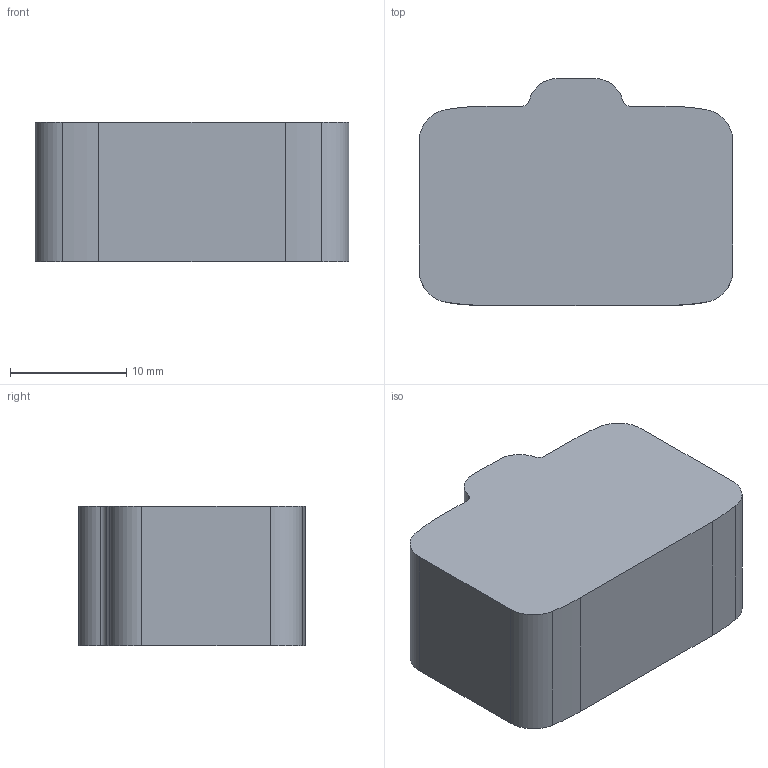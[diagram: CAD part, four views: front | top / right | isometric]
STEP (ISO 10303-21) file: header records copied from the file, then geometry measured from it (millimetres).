
FILE_DESCRIPTION((''),'2;1');
FILE_NAME('RN_121-06_E2','2023-06-05T15:51:26',('J_Laengerich'),(''),'CREO PARAMETRIC BY PTC INC, 2022281','CREO PARAMETRIC BY PTC INC, 2022281','');
FILE_SCHEMA(('AUTOMOTIVE_DESIGN { 1 0 10303 214 1 1 1 1 }'));
Length unit declared in the file: millimetre
Products named in the file (1): RN_121-06_E2
Bounding box: 27 x 19.5 x 12 mm (x, y, z)
Volume: 2983.1 mm3; surface area: 4400.8 mm2
Topology: 1 solids, 1 shells, 455 faces, 1094 edges, 672 vertices
Faces by surface type: plane 195, cylinder 152, cone 72, bspline 24, torus 12
Entity records: 16699 total; most frequent: CARTESIAN_POINT 2613, DIRECTION 2404, ORIENTED_EDGE 2188, EDGE_CURVE 1094, AXIS2_PLACEMENT_3D 881, VERTEX_POINT 672, VECTOR 642, LINE 642
